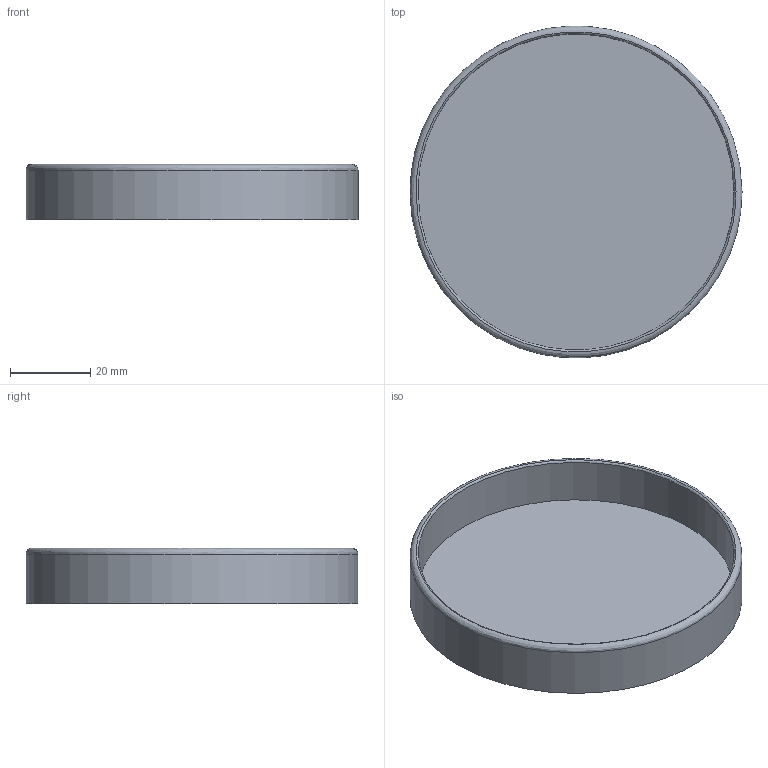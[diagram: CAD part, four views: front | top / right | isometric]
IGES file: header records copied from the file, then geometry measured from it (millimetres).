
Global section: file name: SZ1701S_A; native system: Autodesk Inventor 2015; preprocessor: unknown; author: H. Deerberg; date: 20151118.161406; units: millimetre
Bounding box: 83 x 82.91 x 13.95 mm (x, y, z)
Volume: 14723.9 mm3; surface area: 18841.7 mm2
Topology: 1 solids, 1 shells, 34 faces, 84 edges, 66 vertices
Faces by surface type: bspline 34
